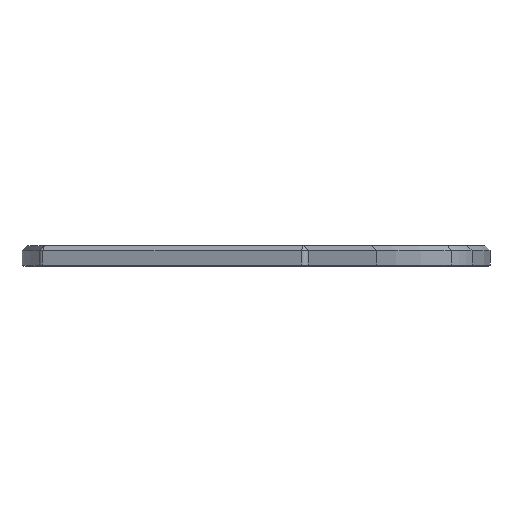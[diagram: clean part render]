
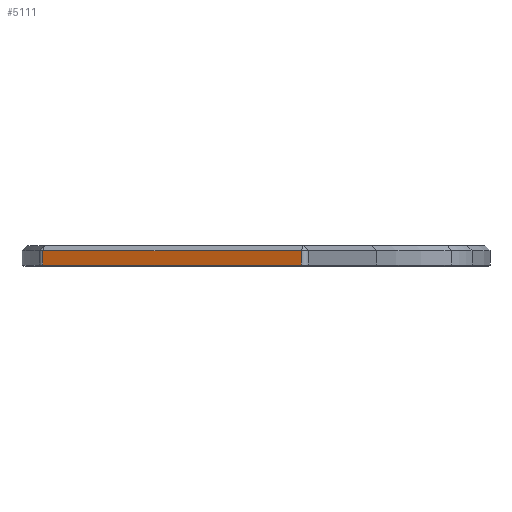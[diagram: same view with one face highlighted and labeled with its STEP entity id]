
A CAD part, left-side view. The second image highlights one B-rep face of the part: STEP entity #5111.
In plain terms, the highlighted planar face has unit normal (-0.94, 0.342, 0).
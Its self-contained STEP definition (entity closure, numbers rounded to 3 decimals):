
#296=LINE('',#8112,#721);
#424=LINE('',#8510,#849);
#425=LINE('',#8512,#850);
#426=LINE('',#8513,#851);
#721=VECTOR('',#6339,10.);
#849=VECTOR('',#6797,10.);
#850=VECTOR('',#6798,10.);
#851=VECTOR('',#6799,10.);
#1109=PLANE('',#5637);
#1307=FACE_OUTER_BOUND('',#1650,.T.);
#1650=EDGE_LOOP('',(#4081,#4082,#4083,#4084));
#2385=VERTEX_POINT('',#8106);
#2386=VERTEX_POINT('',#8110);
#2487=VERTEX_POINT('',#8509);
#2488=VERTEX_POINT('',#8511);
#2890=EDGE_CURVE('',#2386,#2385,#296,.T.);
#3081=EDGE_CURVE('',#2386,#2487,#424,.T.);
#3082=EDGE_CURVE('',#2488,#2487,#425,.T.);
#3083=EDGE_CURVE('',#2488,#2385,#426,.T.);
#4081=ORIENTED_EDGE('',*,*,#2890,.F.);
#4082=ORIENTED_EDGE('',*,*,#3081,.T.);
#4083=ORIENTED_EDGE('',*,*,#3082,.F.);
#4084=ORIENTED_EDGE('',*,*,#3083,.T.);
#5111=ADVANCED_FACE('',(#1307),#1109,.T.);
#5637=AXIS2_PLACEMENT_3D('',#8508,#6795,#6796);
#6339=DIRECTION('',(0.342,0.94,0.));
#6795=DIRECTION('center_axis',(-0.94,0.342,0.));
#6796=DIRECTION('ref_axis',(-0.342,-0.94,0.));
#6797=DIRECTION('',(0.,0.,1.));
#6798=DIRECTION('',(-0.342,-0.94,0.));
#6799=DIRECTION('',(0.,0.,-1.));
#8106=CARTESIAN_POINT('',(42.127,-17.728,6.399));
#8110=CARTESIAN_POINT('',(5.585,-118.128,6.399));
#8112=CARTESIAN_POINT('',(36.464,-33.287,6.399));
#8508=CARTESIAN_POINT('Origin',(42.025,-18.008,12.899));
#8509=CARTESIAN_POINT('',(5.585,-118.128,11.899));
#8510=CARTESIAN_POINT('',(5.585,-118.128,12.899));
#8511=CARTESIAN_POINT('',(42.127,-17.728,11.899));
#8512=CARTESIAN_POINT('',(36.506,-33.172,11.899));
#8513=CARTESIAN_POINT('',(42.127,-17.728,5.899));
